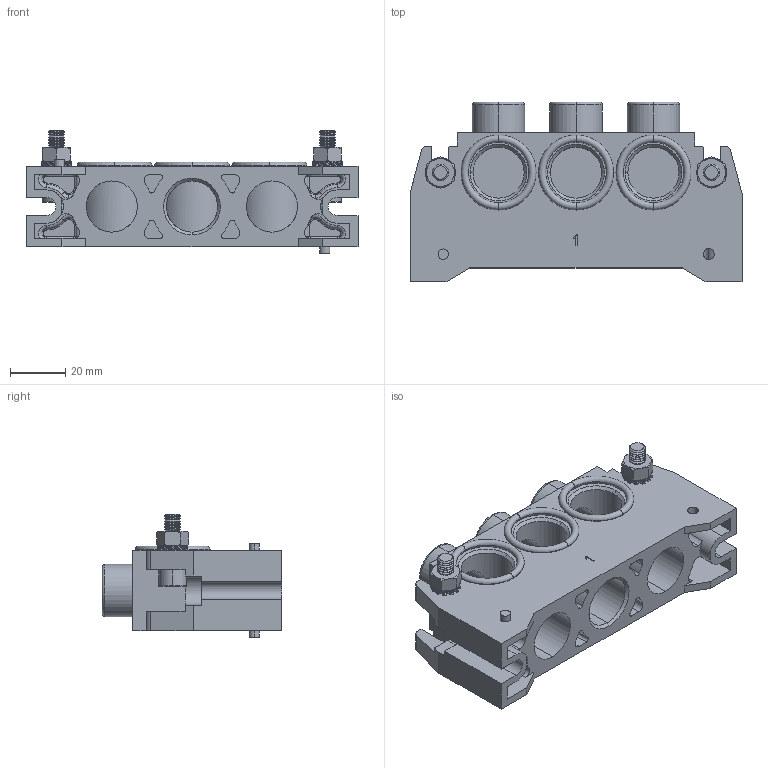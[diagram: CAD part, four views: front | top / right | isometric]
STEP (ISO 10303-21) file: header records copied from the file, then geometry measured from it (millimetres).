
FILE_DESCRIPTION (( 'STEP AP214' ), '1' );
FILE_NAME ('02_002_2.STEP', '2016-01-28T08:26:30', ( '' ), ( '' ), 'SwSTEP 2.0', 'SolidWorks 2016', '' );
FILE_SCHEMA (( 'AUTOMOTIVE_DESIGN' ));
Length unit declared in the file: millimetre
Products named in the file (1): 02_002_2
Bounding box: 120 x 65 x 44.5 mm (x, y, z)
Volume: 104497.2 mm3; surface area: 47910.6 mm2
Topology: 6 solids, 6 shells, 2550 faces, 7417 edges, 4906 vertices
Faces by surface type: cylinder 2073, plane 259, cone 142, torus 74, bspline 2
Entity records: 101068 total; most frequent: CARTESIAN_POINT 41732, ORIENTED_EDGE 14826, DIRECTION 7531, EDGE_CURVE 7413, B_SPLINE_CURVE_WITH_KNOTS 5630, VERTEX_POINT 4906, AXIS2_PLACEMENT_3D 3249, EDGE_LOOP 2597
